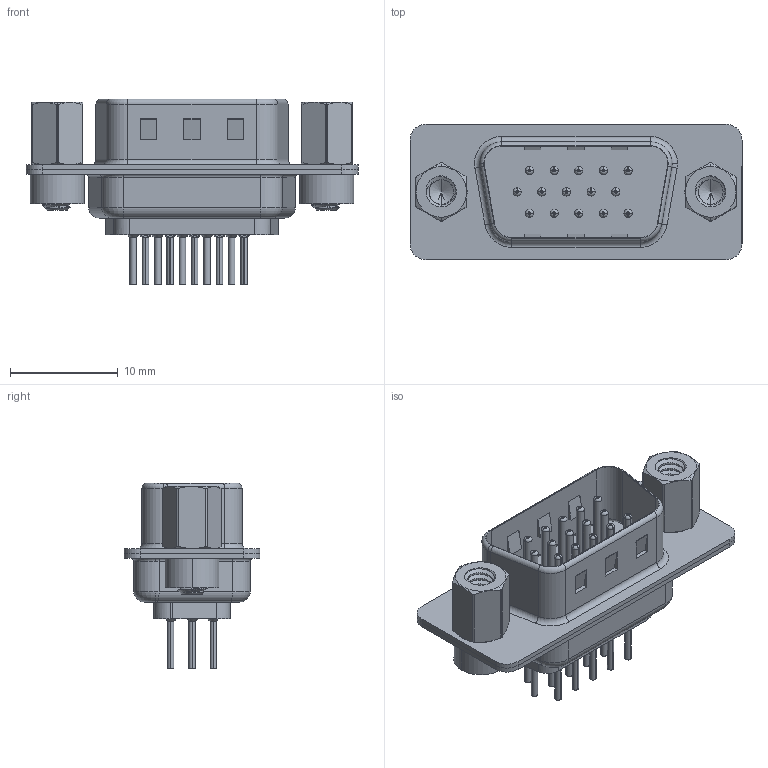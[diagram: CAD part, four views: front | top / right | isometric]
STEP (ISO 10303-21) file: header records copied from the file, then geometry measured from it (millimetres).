
FILE_DESCRIPTION (( 'STEP AP203' ), '1' );
FILE_NAME ('637-015-230-263.STEP', '2020-07-17T22:48:50', ( '' ), ( '' ), 'SwSTEP 2.0', 'SolidWorks 2020', '' );
FILE_SCHEMA (( 'CONFIG_CONTROL_DESIGN' ));
Length unit declared in the file: millimetre
Products named in the file (9): 637 4-40 Hex Standoff; 637-015-230-263; 637 Contact Row 2_30; 637 Contact Row 3_30; 637 Shell Rear_15 Contacts; 637 Shell Front_15 Contacts; 637 4-40 Threaded Rivet; 637 Contact Row 1_30; 637 Housing_15 Contacts
Assembly tree (22 placements, depth 2):
  637-015-230-263
    637 Housing_15 Contacts
    637 Shell Front_15 Contacts
    637 Shell Rear_15 Contacts
    637 Contact Row 1_30  x5
    637 Contact Row 2_30  x5
    637 Contact Row 3_30  x5
    637 4-40 Threaded Rivet  x2
    637 4-40 Hex Standoff  x2
Bounding box: 30.8 x 12.6 x 17.25 mm (x, y, z)
Volume: 1529.1 mm3; surface area: 5130.1 mm2
Topology: 22 solids, 22 shells, 1930 faces, 5080 edges, 3145 vertices
Faces by surface type: cylinder 756, plane 489, torus 485, cone 182, bspline 18
Entity records: 28130 total; most frequent: CARTESIAN_POINT 8978, DIRECTION 3942, ORIENTED_EDGE 3670, EDGE_CURVE 1835, AXIS2_PLACEMENT_3D 1601, VERTEX_POINT 1162, CIRCLE 855, EDGE_LOOP 827
